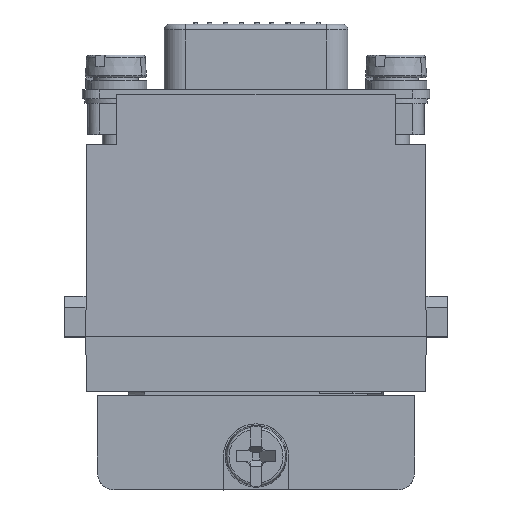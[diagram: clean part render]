
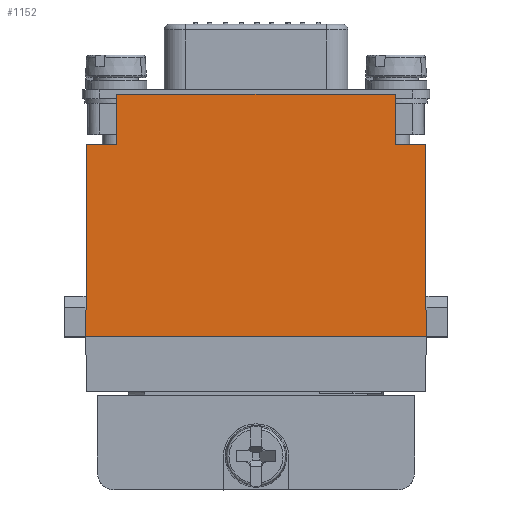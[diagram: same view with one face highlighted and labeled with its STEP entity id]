
A CAD part, top view. The second image highlights one B-rep face of the part: STEP entity #1152.
In plain terms, the highlighted planar face has unit normal (0, 0.004, 1).
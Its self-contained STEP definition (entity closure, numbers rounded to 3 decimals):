
#561=FACE_OUTER_BOUND('',#4285,.T.);
#1152=ADVANCED_FACE('',(#561),#1622,.T.);
#1622=PLANE('',#11875);
#2099=LINE('',#18340,#2955);
#2198=LINE('',#18541,#3054);
#2219=LINE('',#18583,#3075);
#2222=LINE('',#18589,#3078);
#2223=LINE('',#18591,#3079);
#2224=LINE('',#18593,#3080);
#2225=LINE('',#18594,#3081);
#2226=LINE('',#18596,#3082);
#2955=VECTOR('',#13397,1.);
#3054=VECTOR('',#13564,1.);
#3075=VECTOR('',#13603,1.);
#3078=VECTOR('',#13608,1.);
#3079=VECTOR('',#13609,1.);
#3080=VECTOR('',#13610,1.);
#3081=VECTOR('',#13611,1.);
#3082=VECTOR('',#13612,1.);
#4285=EDGE_LOOP('',(#6089,#6090,#6091,#6092,#6093,#6094,#6095,#6096));
#6089=ORIENTED_EDGE('',*,*,#9920,.F.);
#6090=ORIENTED_EDGE('',*,*,#9944,.F.);
#6091=ORIENTED_EDGE('',*,*,#9945,.T.);
#6092=ORIENTED_EDGE('',*,*,#9946,.T.);
#6093=ORIENTED_EDGE('',*,*,#9821,.T.);
#6094=ORIENTED_EDGE('',*,*,#9947,.F.);
#6095=ORIENTED_EDGE('',*,*,#9948,.T.);
#6096=ORIENTED_EDGE('',*,*,#9941,.F.);
#8497=VERTEX_POINT('',#18341);
#8498=VERTEX_POINT('',#18342);
#8563=VERTEX_POINT('',#18535);
#8564=VERTEX_POINT('',#18540);
#8577=VERTEX_POINT('',#18584);
#8579=VERTEX_POINT('',#18590);
#8580=VERTEX_POINT('',#18592);
#8581=VERTEX_POINT('',#18595);
#9821=EDGE_CURVE('',#8497,#8498,#2099,.T.);
#9920=EDGE_CURVE('',#8563,#8564,#2198,.T.);
#9941=EDGE_CURVE('',#8564,#8577,#2219,.T.);
#9944=EDGE_CURVE('',#8579,#8563,#2222,.T.);
#9945=EDGE_CURVE('',#8579,#8580,#2223,.T.);
#9946=EDGE_CURVE('',#8580,#8497,#2224,.T.);
#9947=EDGE_CURVE('',#8581,#8498,#2225,.T.);
#9948=EDGE_CURVE('',#8581,#8577,#2226,.T.);
#11875=AXIS2_PLACEMENT_3D('',#18597,#13613,#13614);
#13397=DIRECTION('',(-1.,0.,0.));
#13564=DIRECTION('',(-1.,0.,0.));
#13603=DIRECTION('',(0.003,1.,-0.003));
#13608=DIRECTION('',(0.003,-1.,0.003));
#13609=DIRECTION('',(-1.,0.,0.));
#13610=DIRECTION('',(-0.005,1.,-0.003));
#13611=DIRECTION('',(0.005,1.,-0.003));
#13612=DIRECTION('',(-1.,0.,0.));
#13613=DIRECTION('',(0.,0.003,1.));
#13614=DIRECTION('',(0.,-1.,0.003));
#18340=CARTESIAN_POINT('',(12.426,0.,7.249));
#18341=CARTESIAN_POINT('',(12.426,0.,7.249));
#18342=CARTESIAN_POINT('',(-12.426,0.,7.249));
#18535=CARTESIAN_POINT('',(15.175,-21.65,7.325));
#18540=CARTESIAN_POINT('',(-15.175,-21.65,7.325));
#18541=CARTESIAN_POINT('',(15.175,-21.65,7.325));
#18583=CARTESIAN_POINT('',(-15.175,-21.65,7.325));
#18584=CARTESIAN_POINT('',(-15.115,-4.5,7.265));
#18589=CARTESIAN_POINT('',(15.115,-4.5,7.265));
#18590=CARTESIAN_POINT('',(15.115,-4.5,7.265));
#18591=CARTESIAN_POINT('',(15.115,-4.5,7.265));
#18592=CARTESIAN_POINT('',(12.45,-4.5,7.265));
#18593=CARTESIAN_POINT('',(12.45,-4.5,7.265));
#18594=CARTESIAN_POINT('',(-12.45,-4.5,7.265));
#18595=CARTESIAN_POINT('',(-12.45,-4.5,7.265));
#18596=CARTESIAN_POINT('',(-12.45,-4.5,7.265));
#18597=CARTESIAN_POINT('',(16.125,-21.65,7.325));
